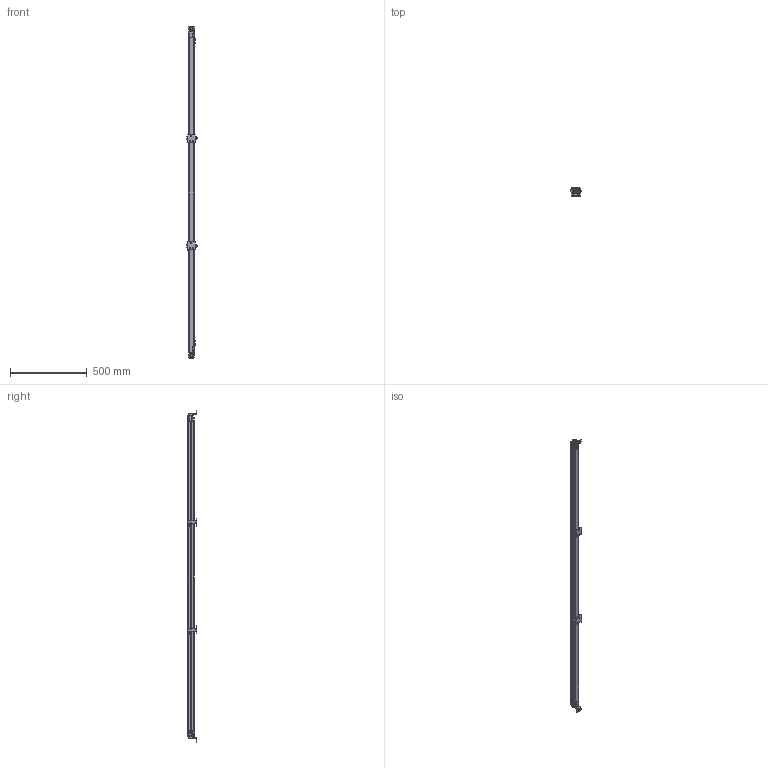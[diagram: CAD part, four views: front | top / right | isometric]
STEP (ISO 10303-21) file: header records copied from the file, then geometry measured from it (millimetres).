
FILE_DESCRIPTION((''),'2;1');
FILE_NAME('215410_SW0001','2021-01-20T09:58:31',('jkuehl'),('BANNER ENGINEERING CORP.'),'CREO PARAMETRIC BY PTC INC, 2019292','CREO PARAMETRIC BY PTC INC, 2019292','');
FILE_SCHEMA(('CONFIG_CONTROL_DESIGN','SHAPE_APPEARANCE_LAYERS_GROUPS'));
Products named in the file (1): 215410_SW0001
Bounding box: 68.64 x 60.5 x 2167.6 mm (x, y, z)
Volume: 1405163.5 mm3; surface area: 905293.1 mm2
Topology: 5 solids, 5 shells, 2919 faces, 7748 edges, 4840 vertices
Faces by surface type: plane 1493, cylinder 1036, bspline 216, cone 98, sphere 40, torus 36
Entity records: 274356 total; most frequent: CARTESIAN_POINT 188078, ORIENTED_EDGE 15496, DIRECTION 13157, EDGE_CURVE 7748, VECTOR 4883, LINE 4883, VERTEX_POINT 4840, AXIS2_PLACEMENT_3D 4137
